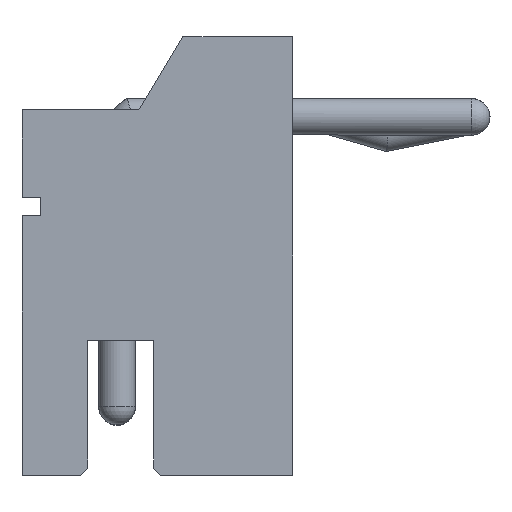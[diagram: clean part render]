
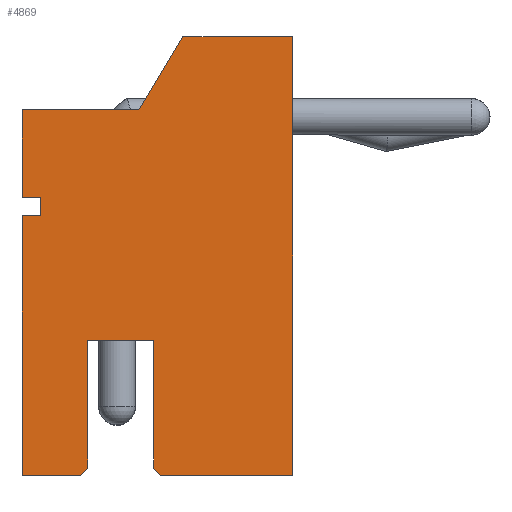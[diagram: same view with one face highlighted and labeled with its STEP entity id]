
A CAD part, left-side view. The second image highlights one B-rep face of the part: STEP entity #4869.
In plain terms, the highlighted planar face has unit normal (-1, 0, 0).
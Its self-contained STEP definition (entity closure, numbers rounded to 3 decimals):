
#85=DIRECTION('',(0.,-0.707,0.707));
#86=VECTOR('',#85,0.141);
#87=CARTESIAN_POINT('',(-8.25,1.05,0.));
#88=LINE('',#87,#86);
#89=DIRECTION('',(0.,-1.,0.));
#90=VECTOR('',#89,0.8);
#91=CARTESIAN_POINT('',(-8.25,1.85,0.));
#92=LINE('',#91,#90);
#93=DIRECTION('',(0.,0.514,-0.857));
#94=VECTOR('',#93,1.166);
#95=CARTESIAN_POINT('',(-8.25,-0.35,6.));
#96=LINE('',#95,#94);
#97=DIRECTION('',(0.,-1.,0.));
#98=VECTOR('',#97,1.8);
#99=CARTESIAN_POINT('',(-8.25,-0.05,0.));
#100=LINE('',#99,#98);
#101=DIRECTION('',(0.,-0.707,-0.707));
#102=VECTOR('',#101,0.141);
#103=CARTESIAN_POINT('',(-8.25,0.05,0.1));
#104=LINE('',#103,#102);
#105=DIRECTION('',(0.,-1.,0.));
#106=VECTOR('',#105,0.9);
#107=CARTESIAN_POINT('',(-8.25,0.95,1.85));
#108=LINE('',#107,#106);
#109=DIRECTION('',(0.,0.,1.));
#110=VECTOR('',#109,1.75);
#111=CARTESIAN_POINT('',(-8.25,0.95,0.1));
#112=LINE('',#111,#110);
#113=DIRECTION('',(0.,0.,1.));
#114=VECTOR('',#113,3.55);
#115=CARTESIAN_POINT('',(-8.25,1.85,0.));
#116=LINE('',#115,#114);
#133=DIRECTION('',(0.,1.,0.));
#134=VECTOR('',#133,0.25);
#135=CARTESIAN_POINT('',(-8.25,1.6,3.55));
#136=LINE('',#135,#134);
#149=DIRECTION('',(0.,0.,-1.));
#150=VECTOR('',#149,0.25);
#151=CARTESIAN_POINT('',(-8.25,1.6,3.8));
#152=LINE('',#151,#150);
#161=DIRECTION('',(0.,-1.,0.));
#162=VECTOR('',#161,0.25);
#163=CARTESIAN_POINT('',(-8.25,1.85,3.8));
#164=LINE('',#163,#162);
#173=DIRECTION('',(0.,0.,1.));
#174=VECTOR('',#173,1.2);
#175=CARTESIAN_POINT('',(-8.25,1.85,3.8));
#176=LINE('',#175,#174);
#393=DIRECTION('',(0.,0.,-1.));
#394=VECTOR('',#393,1.75);
#395=CARTESIAN_POINT('',(-8.25,0.05,1.85));
#396=LINE('',#395,#394);
#957=DIRECTION('',(0.,0.,-1.));
#958=VECTOR('',#957,6.);
#959=CARTESIAN_POINT('',(-8.25,-1.85,6.));
#960=LINE('',#959,#958);
#973=DIRECTION('',(0.,-1.,0.));
#974=VECTOR('',#973,1.5);
#975=CARTESIAN_POINT('',(-8.25,-0.35,6.));
#976=LINE('',#975,#974);
#3691=DIRECTION('',(0.,1.,0.));
#3692=VECTOR('',#3691,1.6);
#3693=CARTESIAN_POINT('',(-8.25,0.25,5.));
#3694=LINE('',#3693,#3692);
#3907=CARTESIAN_POINT('',(-8.25,1.05,0.));
#3908=VERTEX_POINT('',#3907);
#3909=CARTESIAN_POINT('',(-8.25,1.85,0.));
#3910=VERTEX_POINT('',#3909);
#3943=CARTESIAN_POINT('',(-8.25,-1.85,0.));
#3944=VERTEX_POINT('',#3943);
#3945=CARTESIAN_POINT('',(-8.25,-0.05,0.));
#3946=VERTEX_POINT('',#3945);
#3986=CARTESIAN_POINT('',(-8.25,0.95,0.1));
#3988=VERTEX_POINT('',#3986);
#3995=CARTESIAN_POINT('',(-8.25,0.95,1.85));
#3996=VERTEX_POINT('',#3995);
#4057=CARTESIAN_POINT('',(-8.25,0.05,1.85));
#4058=VERTEX_POINT('',#4057);
#4061=CARTESIAN_POINT('',(-8.25,1.85,3.55));
#4062=VERTEX_POINT('',#4061);
#4063=CARTESIAN_POINT('',(-8.25,1.6,3.55));
#4064=VERTEX_POINT('',#4063);
#4065=CARTESIAN_POINT('',(-8.25,1.6,3.8));
#4066=VERTEX_POINT('',#4065);
#4067=CARTESIAN_POINT('',(-8.25,1.85,3.8));
#4068=VERTEX_POINT('',#4067);
#4069=CARTESIAN_POINT('',(-8.25,1.85,5.));
#4070=VERTEX_POINT('',#4069);
#4071=CARTESIAN_POINT('',(-8.25,0.25,5.));
#4072=VERTEX_POINT('',#4071);
#4073=CARTESIAN_POINT('',(-8.25,-0.35,6.));
#4074=VERTEX_POINT('',#4073);
#4075=CARTESIAN_POINT('',(-8.25,-1.85,6.));
#4076=VERTEX_POINT('',#4075);
#4077=CARTESIAN_POINT('',(-8.25,0.05,0.1));
#4078=VERTEX_POINT('',#4077);
#4833=CARTESIAN_POINT('',(-8.25,0.,3.));
#4834=DIRECTION('',(1.,0.,0.));
#4835=DIRECTION('',(0.,-1.,0.));
#4836=AXIS2_PLACEMENT_3D('',#4833,#4834,#4835);
#4837=PLANE('',#4836);
#4838=ORIENTED_EDGE('',*,*,#4825,.F.);
#4839=ORIENTED_EDGE('',*,*,#4646,.F.);
#4841=ORIENTED_EDGE('',*,*,#4840,.T.);
#4843=ORIENTED_EDGE('',*,*,#4842,.F.);
#4845=ORIENTED_EDGE('',*,*,#4844,.F.);
#4847=ORIENTED_EDGE('',*,*,#4846,.F.);
#4849=ORIENTED_EDGE('',*,*,#4848,.T.);
#4851=ORIENTED_EDGE('',*,*,#4850,.F.);
#4853=ORIENTED_EDGE('',*,*,#4852,.F.);
#4855=ORIENTED_EDGE('',*,*,#4854,.T.);
#4857=ORIENTED_EDGE('',*,*,#4856,.T.);
#4859=ORIENTED_EDGE('',*,*,#4858,.F.);
#4861=ORIENTED_EDGE('',*,*,#4860,.F.);
#4863=ORIENTED_EDGE('',*,*,#4862,.F.);
#4865=ORIENTED_EDGE('',*,*,#4864,.F.);
#4866=ORIENTED_EDGE('',*,*,#4808,.F.);
#4867=EDGE_LOOP('',(#4838,#4839,#4841,#4843,#4845,#4847,#4849,#4851,#4853,#4855,
#4857,#4859,#4861,#4863,#4865,#4866));
#4868=FACE_OUTER_BOUND('',#4867,.F.);
#4869=ADVANCED_FACE('',(#4868),#4837,.F.);
#4646=EDGE_CURVE('',#3910,#3908,#92,.T.);
#4808=EDGE_CURVE('',#3988,#3996,#112,.T.);
#4825=EDGE_CURVE('',#3908,#3988,#88,.T.);
#4840=EDGE_CURVE('',#3910,#4062,#116,.T.);
#4842=EDGE_CURVE('',#4064,#4062,#136,.T.);
#4844=EDGE_CURVE('',#4066,#4064,#152,.T.);
#4846=EDGE_CURVE('',#4068,#4066,#164,.T.);
#4848=EDGE_CURVE('',#4068,#4070,#176,.T.);
#4850=EDGE_CURVE('',#4072,#4070,#3694,.T.);
#4852=EDGE_CURVE('',#4074,#4072,#96,.T.);
#4854=EDGE_CURVE('',#4074,#4076,#976,.T.);
#4856=EDGE_CURVE('',#4076,#3944,#960,.T.);
#4858=EDGE_CURVE('',#3946,#3944,#100,.T.);
#4860=EDGE_CURVE('',#4078,#3946,#104,.T.);
#4862=EDGE_CURVE('',#4058,#4078,#396,.T.);
#4864=EDGE_CURVE('',#3996,#4058,#108,.T.);
